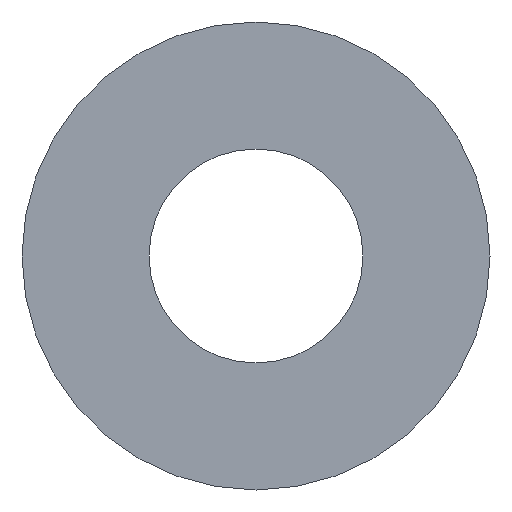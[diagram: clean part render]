
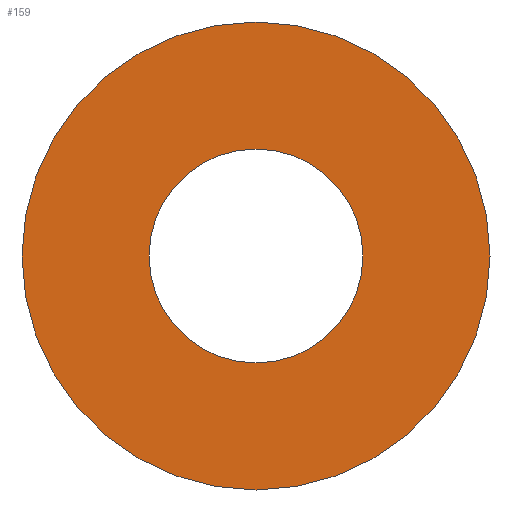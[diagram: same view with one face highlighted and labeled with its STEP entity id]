
A CAD part, front view. The second image highlights one B-rep face of the part: STEP entity #159.
In plain terms, the highlighted planar face has unit normal (0, -1, 0).
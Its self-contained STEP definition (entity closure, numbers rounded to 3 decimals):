
#4 = CARTESIAN_POINT ( 'NONE',  ( 0., 0., 1.75 ) ) ;
#10 = CARTESIAN_POINT ( 'NONE',  ( 0., 0., 0. ) ) ;
#12 = ORIENTED_EDGE ( 'NONE', *, *, #170, .T. ) ;
#20 = ORIENTED_EDGE ( 'NONE', *, *, #237, .T. ) ;
#23 = AXIS2_PLACEMENT_3D ( 'NONE', #222, #57, #110 ) ;
#26 = EDGE_CURVE ( 'NONE', #133, #94, #152, .T. ) ;
#35 = VERTEX_POINT ( 'NONE', #173 ) ;
#43 = DIRECTION ( 'NONE',  ( 0., 0., -1. ) ) ;
#54 = CARTESIAN_POINT ( 'NONE',  ( 0., 0., -1.75 ) ) ;
#55 = EDGE_LOOP ( 'NONE', ( #118, #155 ) ) ;
#57 = DIRECTION ( 'NONE',  ( 0., 1., 0. ) ) ;
#59 = CARTESIAN_POINT ( 'NONE',  ( 0., 0., -0.8 ) ) ;
#64 = CIRCLE ( 'NONE', #157, 0.8 ) ;
#85 = CIRCLE ( 'NONE', #23, 0.8 ) ;
#87 = EDGE_CURVE ( 'NONE', #94, #133, #195, .T. ) ;
#94 = VERTEX_POINT ( 'NONE', #4 ) ;
#108 = VERTEX_POINT ( 'NONE', #59 ) ;
#110 = DIRECTION ( 'NONE',  ( 0., 0., 1. ) ) ;
#117 = DIRECTION ( 'NONE',  ( 0., -1., 0. ) ) ;
#118 = ORIENTED_EDGE ( 'NONE', *, *, #26, .T. ) ;
#126 = FACE_BOUND ( 'NONE', #207, .T. ) ;
#133 = VERTEX_POINT ( 'NONE', #54 ) ;
#141 = AXIS2_PLACEMENT_3D ( 'NONE', #10, #212, #198 ) ;
#143 = FACE_OUTER_BOUND ( 'NONE', #55, .T. ) ;
#152 = CIRCLE ( 'NONE', #203, 1.75 ) ;
#155 = ORIENTED_EDGE ( 'NONE', *, *, #87, .T. ) ;
#157 = AXIS2_PLACEMENT_3D ( 'NONE', #164, #179, #238 ) ;
#159 = ADVANCED_FACE ( 'NONE', ( #126, #143 ), #199, .F. ) ;
#164 = CARTESIAN_POINT ( 'NONE',  ( 0., 0., 0. ) ) ;
#170 = EDGE_CURVE ( 'NONE', #35, #108, #64, .T. ) ;
#173 = CARTESIAN_POINT ( 'NONE',  ( 0., 0., 0.8 ) ) ;
#175 = DIRECTION ( 'NONE',  ( 0., 0., -1. ) ) ;
#178 = CARTESIAN_POINT ( 'NONE',  ( 0., 0., 0. ) ) ;
#179 = DIRECTION ( 'NONE',  ( 0., 1., 0. ) ) ;
#188 = AXIS2_PLACEMENT_3D ( 'NONE', #178, #117, #175 ) ;
#195 = CIRCLE ( 'NONE', #188, 1.75 ) ;
#198 = DIRECTION ( 'NONE',  ( 0., 0., 1. ) ) ;
#199 = PLANE ( 'NONE',  #141 ) ;
#203 = AXIS2_PLACEMENT_3D ( 'NONE', #205, #226, #43 ) ;
#205 = CARTESIAN_POINT ( 'NONE',  ( 0., 0., 0. ) ) ;
#207 = EDGE_LOOP ( 'NONE', ( #12, #20 ) ) ;
#212 = DIRECTION ( 'NONE',  ( 0., 1., 0. ) ) ;
#222 = CARTESIAN_POINT ( 'NONE',  ( 0., 0., 0. ) ) ;
#226 = DIRECTION ( 'NONE',  ( 0., -1., 0. ) ) ;
#237 = EDGE_CURVE ( 'NONE', #108, #35, #85, .T. ) ;
#238 = DIRECTION ( 'NONE',  ( 0., 0., 1. ) ) ;
